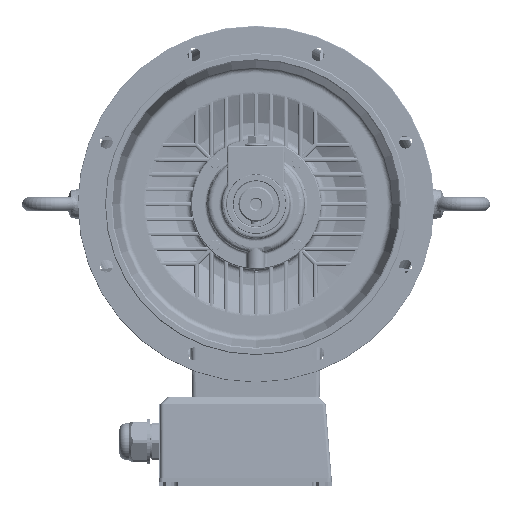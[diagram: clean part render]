
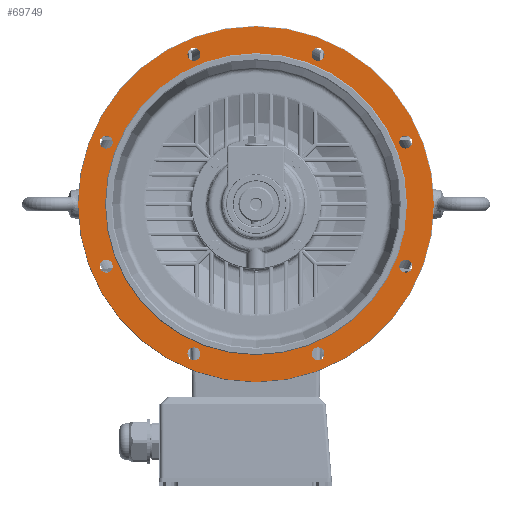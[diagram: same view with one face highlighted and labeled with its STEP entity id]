
A CAD part, left-side view. The second image highlights one B-rep face of the part: STEP entity #69749.
In plain terms, the highlighted planar face has unit normal (-1, 0, 0).
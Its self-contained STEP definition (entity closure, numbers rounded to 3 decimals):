
#18325=PLANE('',#241843);
#69749=ADVANCED_FACE('',(#77862,#77863,#77864,#77865,#77866,#77867,#77868,
#77869,#77870,#77871),#18325,.T.);
#77862=FACE_BOUND('',#91316,.T.);
#77863=FACE_BOUND('',#91317,.T.);
#77864=FACE_BOUND('',#91318,.T.);
#77865=FACE_BOUND('',#91319,.T.);
#77866=FACE_BOUND('',#91320,.T.);
#77867=FACE_BOUND('',#91321,.T.);
#77868=FACE_BOUND('',#91322,.T.);
#77869=FACE_BOUND('',#91323,.T.);
#77870=FACE_BOUND('',#91324,.T.);
#77871=FACE_BOUND('',#91325,.T.);
#91316=EDGE_LOOP('',(#154021));
#91317=EDGE_LOOP('',(#154022,#154023));
#91318=EDGE_LOOP('',(#154024,#154025));
#91319=EDGE_LOOP('',(#154026,#154027));
#91320=EDGE_LOOP('',(#154028,#154029));
#91321=EDGE_LOOP('',(#154030,#154031));
#91322=EDGE_LOOP('',(#154032,#154033));
#91323=EDGE_LOOP('',(#154034,#154035));
#91324=EDGE_LOOP('',(#154036,#154037));
#91325=EDGE_LOOP('',(#154038));
#154021=ORIENTED_EDGE('',*,*,#209227,.T.);
#154022=ORIENTED_EDGE('',*,*,#209228,.F.);
#154023=ORIENTED_EDGE('',*,*,#209229,.F.);
#154024=ORIENTED_EDGE('',*,*,#209230,.F.);
#154025=ORIENTED_EDGE('',*,*,#209231,.F.);
#154026=ORIENTED_EDGE('',*,*,#209232,.F.);
#154027=ORIENTED_EDGE('',*,*,#209233,.F.);
#154028=ORIENTED_EDGE('',*,*,#209234,.F.);
#154029=ORIENTED_EDGE('',*,*,#209235,.F.);
#154030=ORIENTED_EDGE('',*,*,#209236,.F.);
#154031=ORIENTED_EDGE('',*,*,#209237,.F.);
#154032=ORIENTED_EDGE('',*,*,#209238,.F.);
#154033=ORIENTED_EDGE('',*,*,#209239,.F.);
#154034=ORIENTED_EDGE('',*,*,#209240,.F.);
#154035=ORIENTED_EDGE('',*,*,#209241,.F.);
#154036=ORIENTED_EDGE('',*,*,#209242,.F.);
#154037=ORIENTED_EDGE('',*,*,#209243,.F.);
#154038=ORIENTED_EDGE('',*,*,#209244,.F.);
#177267=VERTEX_POINT('',#392062);
#177268=VERTEX_POINT('',#392064);
#177269=VERTEX_POINT('',#392065);
#177270=VERTEX_POINT('',#392068);
#177271=VERTEX_POINT('',#392069);
#177272=VERTEX_POINT('',#392072);
#177273=VERTEX_POINT('',#392073);
#177274=VERTEX_POINT('',#392076);
#177275=VERTEX_POINT('',#392077);
#177276=VERTEX_POINT('',#392080);
#177277=VERTEX_POINT('',#392081);
#177278=VERTEX_POINT('',#392084);
#177279=VERTEX_POINT('',#392085);
#177280=VERTEX_POINT('',#392088);
#177281=VERTEX_POINT('',#392089);
#177282=VERTEX_POINT('',#392092);
#177283=VERTEX_POINT('',#392093);
#177284=VERTEX_POINT('',#392096);
#209227=EDGE_CURVE('',#177267,#177267,#220570,.T.);
#209228=EDGE_CURVE('',#177268,#177269,#220571,.T.);
#209229=EDGE_CURVE('',#177269,#177268,#220572,.T.);
#209230=EDGE_CURVE('',#177270,#177271,#220573,.T.);
#209231=EDGE_CURVE('',#177271,#177270,#220574,.T.);
#209232=EDGE_CURVE('',#177272,#177273,#220575,.T.);
#209233=EDGE_CURVE('',#177273,#177272,#220576,.T.);
#209234=EDGE_CURVE('',#177274,#177275,#220577,.T.);
#209235=EDGE_CURVE('',#177275,#177274,#220578,.T.);
#209236=EDGE_CURVE('',#177276,#177277,#220579,.T.);
#209237=EDGE_CURVE('',#177277,#177276,#220580,.T.);
#209238=EDGE_CURVE('',#177278,#177279,#220581,.T.);
#209239=EDGE_CURVE('',#177279,#177278,#220582,.T.);
#209240=EDGE_CURVE('',#177280,#177281,#220583,.T.);
#209241=EDGE_CURVE('',#177281,#177280,#220584,.T.);
#209242=EDGE_CURVE('',#177282,#177283,#220585,.T.);
#209243=EDGE_CURVE('',#177283,#177282,#220586,.T.);
#209244=EDGE_CURVE('',#177284,#177284,#220587,.T.);
#220570=CIRCLE('',#241825,329.);
#220571=CIRCLE('',#241826,12.);
#220572=CIRCLE('',#241827,12.);
#220573=CIRCLE('',#241828,12.);
#220574=CIRCLE('',#241829,12.);
#220575=CIRCLE('',#241830,12.);
#220576=CIRCLE('',#241831,12.);
#220577=CIRCLE('',#241832,12.);
#220578=CIRCLE('',#241833,12.);
#220579=CIRCLE('',#241834,12.);
#220580=CIRCLE('',#241835,12.);
#220581=CIRCLE('',#241836,12.);
#220582=CIRCLE('',#241837,12.);
#220583=CIRCLE('',#241838,12.);
#220584=CIRCLE('',#241839,12.);
#220585=CIRCLE('',#241840,12.);
#220586=CIRCLE('',#241841,12.);
#220587=CIRCLE('',#241842,279.289);
#241825=AXIS2_PLACEMENT_3D('',#392061,#302550,#302551);
#241826=AXIS2_PLACEMENT_3D('',#392063,#302552,#302553);
#241827=AXIS2_PLACEMENT_3D('',#392066,#302554,#302555);
#241828=AXIS2_PLACEMENT_3D('',#392067,#302556,#302557);
#241829=AXIS2_PLACEMENT_3D('',#392070,#302558,#302559);
#241830=AXIS2_PLACEMENT_3D('',#392071,#302560,#302561);
#241831=AXIS2_PLACEMENT_3D('',#392074,#302562,#302563);
#241832=AXIS2_PLACEMENT_3D('',#392075,#302564,#302565);
#241833=AXIS2_PLACEMENT_3D('',#392078,#302566,#302567);
#241834=AXIS2_PLACEMENT_3D('',#392079,#302568,#302569);
#241835=AXIS2_PLACEMENT_3D('',#392082,#302570,#302571);
#241836=AXIS2_PLACEMENT_3D('',#392083,#302572,#302573);
#241837=AXIS2_PLACEMENT_3D('',#392086,#302574,#302575);
#241838=AXIS2_PLACEMENT_3D('',#392087,#302576,#302577);
#241839=AXIS2_PLACEMENT_3D('',#392090,#302578,#302579);
#241840=AXIS2_PLACEMENT_3D('',#392091,#302580,#302581);
#241841=AXIS2_PLACEMENT_3D('',#392094,#302582,#302583);
#241842=AXIS2_PLACEMENT_3D('',#392095,#302584,#302585);
#241843=AXIS2_PLACEMENT_3D('',#392097,#302586,#302587);
#302550=DIRECTION('',(-1.,0.,0.));
#302551=DIRECTION('',(0.,0.,1.));
#302552=DIRECTION('',(-1.,0.,0.));
#302553=DIRECTION('',(0.,0.707,0.707));
#302554=DIRECTION('',(-1.,0.,0.));
#302555=DIRECTION('',(0.,-0.707,-0.707));
#302556=DIRECTION('',(-1.,0.,0.));
#302557=DIRECTION('',(0.,0.,1.));
#302558=DIRECTION('',(-1.,0.,0.));
#302559=DIRECTION('',(0.,0.,-1.));
#302560=DIRECTION('',(-1.,0.,0.));
#302561=DIRECTION('',(0.,-0.707,0.707));
#302562=DIRECTION('',(-1.,0.,0.));
#302563=DIRECTION('',(0.,0.707,-0.707));
#302564=DIRECTION('',(-1.,0.,0.));
#302565=DIRECTION('',(0.,-1.,0.));
#302566=DIRECTION('',(-1.,0.,0.));
#302567=DIRECTION('',(0.,1.,0.));
#302568=DIRECTION('',(-1.,0.,0.));
#302569=DIRECTION('',(0.,-0.707,-0.707));
#302570=DIRECTION('',(-1.,0.,0.));
#302571=DIRECTION('',(0.,0.707,0.707));
#302572=DIRECTION('',(-1.,0.,0.));
#302573=DIRECTION('',(0.,0.,-1.));
#302574=DIRECTION('',(-1.,0.,0.));
#302575=DIRECTION('',(0.,0.,1.));
#302576=DIRECTION('',(-1.,0.,0.));
#302577=DIRECTION('',(0.,0.707,-0.707));
#302578=DIRECTION('',(-1.,0.,0.));
#302579=DIRECTION('',(0.,-0.707,0.707));
#302580=DIRECTION('',(-1.,0.,0.));
#302581=DIRECTION('',(0.,1.,0.));
#302582=DIRECTION('',(-1.,0.,0.));
#302583=DIRECTION('',(0.,-1.,0.));
#302584=DIRECTION('',(-1.,0.,0.));
#302585=DIRECTION('',(0.,0.,1.));
#302586=DIRECTION('',(-1.,0.,0.));
#302587=DIRECTION('',(0.,0.,1.));
#392061=CARTESIAN_POINT('',(-118.583,327.783,-327.783));
#392062=CARTESIAN_POINT('',(-118.583,327.783,1.217));
#392063=CARTESIAN_POINT('',(-118.583,212.978,-50.619));
#392064=CARTESIAN_POINT('',(-118.583,221.463,-42.134));
#392065=CARTESIAN_POINT('',(-118.583,204.492,-59.104));
#392066=CARTESIAN_POINT('',(-118.583,212.978,-50.619));
#392067=CARTESIAN_POINT('',(-118.583,50.619,-212.978));
#392068=CARTESIAN_POINT('',(-118.583,50.619,-200.978));
#392069=CARTESIAN_POINT('',(-118.583,50.619,-224.978));
#392070=CARTESIAN_POINT('',(-118.583,50.619,-212.978));
#392071=CARTESIAN_POINT('',(-118.583,50.619,-442.588));
#392072=CARTESIAN_POINT('',(-118.583,42.134,-434.102));
#392073=CARTESIAN_POINT('',(-118.583,59.104,-451.073));
#392074=CARTESIAN_POINT('',(-118.583,50.619,-442.588));
#392075=CARTESIAN_POINT('',(-118.583,212.978,-604.947));
#392076=CARTESIAN_POINT('',(-118.583,200.978,-604.947));
#392077=CARTESIAN_POINT('',(-118.583,224.978,-604.947));
#392078=CARTESIAN_POINT('',(-118.583,212.978,-604.947));
#392079=CARTESIAN_POINT('',(-118.583,442.588,-604.947));
#392080=CARTESIAN_POINT('',(-118.583,434.102,-613.432));
#392081=CARTESIAN_POINT('',(-118.583,451.073,-596.461));
#392082=CARTESIAN_POINT('',(-118.583,442.588,-604.947));
#392083=CARTESIAN_POINT('',(-118.583,604.947,-442.588));
#392084=CARTESIAN_POINT('',(-118.583,604.947,-454.588));
#392085=CARTESIAN_POINT('',(-118.583,604.947,-430.588));
#392086=CARTESIAN_POINT('',(-118.583,604.947,-442.588));
#392087=CARTESIAN_POINT('',(-118.583,604.947,-212.978));
#392088=CARTESIAN_POINT('',(-118.583,613.432,-221.463));
#392089=CARTESIAN_POINT('',(-118.583,596.461,-204.492));
#392090=CARTESIAN_POINT('',(-118.583,604.947,-212.978));
#392091=CARTESIAN_POINT('',(-118.583,442.588,-50.619));
#392092=CARTESIAN_POINT('',(-118.583,454.588,-50.619));
#392093=CARTESIAN_POINT('',(-118.583,430.588,-50.619));
#392094=CARTESIAN_POINT('',(-118.583,442.588,-50.619));
#392095=CARTESIAN_POINT('',(-118.583,327.783,-327.783));
#392096=CARTESIAN_POINT('',(-118.583,327.783,-48.494));
#392097=CARTESIAN_POINT('',(-118.583,327.783,-327.783));
